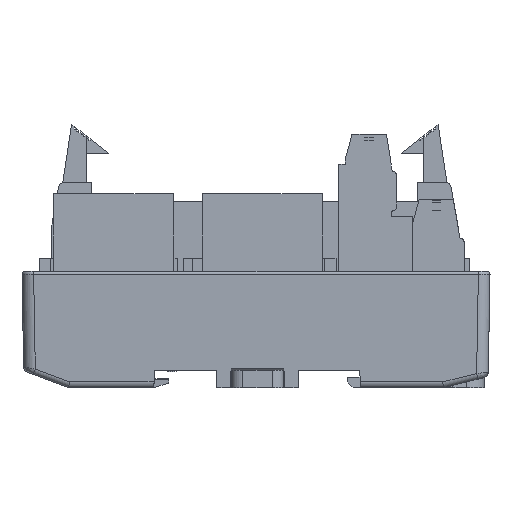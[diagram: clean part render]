
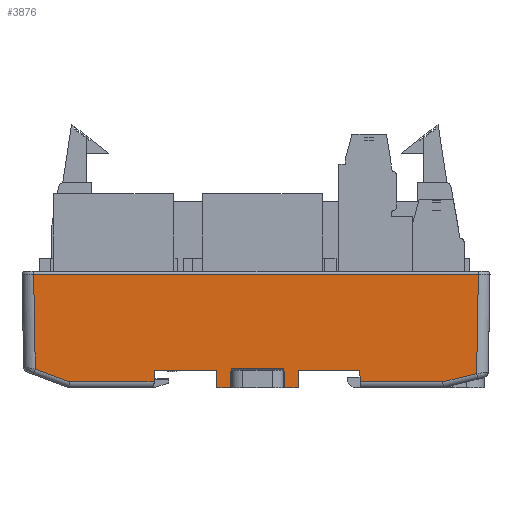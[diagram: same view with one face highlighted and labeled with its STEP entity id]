
A CAD part, front view. The second image highlights one B-rep face of the part: STEP entity #3876.
In plain terms, the highlighted planar face has unit normal (0, -1, -0.018).
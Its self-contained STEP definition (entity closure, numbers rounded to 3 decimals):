
#3876=ADVANCED_FACE('',(#8191),#6252,.T.);
#6252=PLANE('',#45735);
#8191=FACE_OUTER_BOUND('',#10555,.T.);
#10555=EDGE_LOOP('',(#23559,#23560,#23561,#23562,#23563,#23564,#23565,#23566,
#23567,#23568,#23569,#23570,#23571,#23572,#23573,#23574,#23575,#23576,#23577,
#23578));
#13708=LINE('',#61341,#18441);
#13723=LINE('',#61396,#18456);
#13747=LINE('',#61475,#18480);
#13782=LINE('',#61659,#18515);
#13783=LINE('',#61661,#18516);
#13784=LINE('',#61663,#18517);
#13785=LINE('',#61665,#18518);
#13786=LINE('',#61666,#18519);
#13787=LINE('',#61668,#18520);
#13788=LINE('',#61670,#18521);
#13789=LINE('',#61672,#18522);
#13790=LINE('',#61674,#18523);
#13791=LINE('',#61676,#18524);
#13792=LINE('',#61678,#18525);
#13793=LINE('',#61680,#18526);
#13794=LINE('',#61682,#18527);
#13795=LINE('',#61684,#18528);
#13796=LINE('',#61686,#18529);
#13797=LINE('',#61688,#18530);
#13798=LINE('',#61690,#18531);
#18441=VECTOR('',#49347,1.);
#18456=VECTOR('',#49390,1.);
#18480=VECTOR('',#49448,1.);
#18515=VECTOR('',#49511,1.);
#18516=VECTOR('',#49512,1.);
#18517=VECTOR('',#49513,1.);
#18518=VECTOR('',#49514,1.);
#18519=VECTOR('',#49515,1.);
#18520=VECTOR('',#49516,1.);
#18521=VECTOR('',#49517,1.);
#18522=VECTOR('',#49518,1.);
#18523=VECTOR('',#49519,1.);
#18524=VECTOR('',#49520,1.);
#18525=VECTOR('',#49521,1.);
#18526=VECTOR('',#49522,1.);
#18527=VECTOR('',#49523,1.);
#18528=VECTOR('',#49524,1.);
#18529=VECTOR('',#49525,1.);
#18530=VECTOR('',#49526,1.);
#18531=VECTOR('',#49527,1.);
#23559=ORIENTED_EDGE('',*,*,#39657,.T.);
#23560=ORIENTED_EDGE('',*,*,#39733,.F.);
#23561=ORIENTED_EDGE('',*,*,#39734,.T.);
#23562=ORIENTED_EDGE('',*,*,#39735,.T.);
#23563=ORIENTED_EDGE('',*,*,#39736,.T.);
#23564=ORIENTED_EDGE('',*,*,#39634,.F.);
#23565=ORIENTED_EDGE('',*,*,#39737,.F.);
#23566=ORIENTED_EDGE('',*,*,#39738,.F.);
#23567=ORIENTED_EDGE('',*,*,#39739,.F.);
#23568=ORIENTED_EDGE('',*,*,#39740,.T.);
#23569=ORIENTED_EDGE('',*,*,#39741,.T.);
#23570=ORIENTED_EDGE('',*,*,#39742,.F.);
#23571=ORIENTED_EDGE('',*,*,#39743,.T.);
#23572=ORIENTED_EDGE('',*,*,#39744,.T.);
#23573=ORIENTED_EDGE('',*,*,#39745,.F.);
#23574=ORIENTED_EDGE('',*,*,#39746,.T.);
#23575=ORIENTED_EDGE('',*,*,#39747,.F.);
#23576=ORIENTED_EDGE('',*,*,#39748,.F.);
#23577=ORIENTED_EDGE('',*,*,#39749,.T.);
#23578=ORIENTED_EDGE('',*,*,#39690,.T.);
#35563=VERTEX_POINT('',#61340);
#35564=VERTEX_POINT('',#61342);
#35582=VERTEX_POINT('',#61394);
#35584=VERTEX_POINT('',#61397);
#35604=VERTEX_POINT('',#61476);
#35631=VERTEX_POINT('',#61660);
#35632=VERTEX_POINT('',#61662);
#35633=VERTEX_POINT('',#61664);
#35634=VERTEX_POINT('',#61667);
#35635=VERTEX_POINT('',#61669);
#35636=VERTEX_POINT('',#61671);
#35637=VERTEX_POINT('',#61673);
#35638=VERTEX_POINT('',#61675);
#35639=VERTEX_POINT('',#61677);
#35640=VERTEX_POINT('',#61679);
#35641=VERTEX_POINT('',#61681);
#35642=VERTEX_POINT('',#61683);
#35643=VERTEX_POINT('',#61685);
#35644=VERTEX_POINT('',#61687);
#35645=VERTEX_POINT('',#61689);
#39634=EDGE_CURVE('',#35563,#35564,#13708,.T.);
#39657=EDGE_CURVE('',#35584,#35582,#13723,.T.);
#39690=EDGE_CURVE('',#35604,#35584,#13747,.T.);
#39733=EDGE_CURVE('',#35631,#35582,#13782,.T.);
#39734=EDGE_CURVE('',#35631,#35632,#13783,.T.);
#39735=EDGE_CURVE('',#35632,#35633,#13784,.T.);
#39736=EDGE_CURVE('',#35633,#35564,#13785,.T.);
#39737=EDGE_CURVE('',#35634,#35563,#13786,.T.);
#39738=EDGE_CURVE('',#35635,#35634,#13787,.T.);
#39739=EDGE_CURVE('',#35636,#35635,#13788,.T.);
#39740=EDGE_CURVE('',#35636,#35637,#13789,.T.);
#39741=EDGE_CURVE('',#35637,#35638,#13790,.T.);
#39742=EDGE_CURVE('',#35639,#35638,#13791,.T.);
#39743=EDGE_CURVE('',#35639,#35640,#13792,.T.);
#39744=EDGE_CURVE('',#35640,#35641,#13793,.T.);
#39745=EDGE_CURVE('',#35642,#35641,#13794,.T.);
#39746=EDGE_CURVE('',#35642,#35643,#13795,.T.);
#39747=EDGE_CURVE('',#35644,#35643,#13796,.T.);
#39748=EDGE_CURVE('',#35645,#35644,#13797,.T.);
#39749=EDGE_CURVE('',#35645,#35604,#13798,.T.);
#45735=AXIS2_PLACEMENT_3D('',#61691,#49528,#49529);
#49347=DIRECTION('',(-0.017,0.017,-1.));
#49390=DIRECTION('',(0.017,-0.017,1.));
#49448=DIRECTION('',(0.97,-0.004,0.243));
#49511=DIRECTION('',(1.,0.,0.));
#49512=DIRECTION('',(0.017,0.017,-1.));
#49513=DIRECTION('',(0.936,0.006,-0.351));
#49514=DIRECTION('',(1.,0.,0.));
#49515=DIRECTION('',(-1.,0.,0.));
#49516=DIRECTION('',(-0.035,-0.017,0.999));
#49517=DIRECTION('',(-1.,0.,0.));
#49518=DIRECTION('',(0.035,-0.017,0.999));
#49519=DIRECTION('',(0.,-0.017,1.));
#49520=DIRECTION('',(-1.,0.,0.));
#49521=DIRECTION('',(0.,0.017,-1.));
#49522=DIRECTION('',(0.035,0.017,-0.999));
#49523=DIRECTION('',(-1.,0.,0.));
#49524=DIRECTION('',(0.035,-0.017,0.999));
#49525=DIRECTION('',(-1.,0.,0.));
#49526=DIRECTION('',(-0.017,-0.017,1.));
#49527=DIRECTION('',(1.,0.,0.));
#49528=DIRECTION('',(0.,-1.,-0.017));
#49529=DIRECTION('',(0.,0.017,-1.));
#61340=CARTESIAN_POINT('',(-17.483,480.935,-6.544));
#61341=CARTESIAN_POINT('',(-17.181,480.633,10.758));
#61342=CARTESIAN_POINT('',(-17.518,480.97,-8.562));
#61394=CARTESIAN_POINT('',(38.2,480.647,9.943));
#61396=CARTESIAN_POINT('',(38.21,480.637,10.491));
#61397=CARTESIAN_POINT('',(37.903,480.944,-7.107));
#61475=CARTESIAN_POINT('',(6.365,481.082,-14.992));
#61476=CARTESIAN_POINT('',(32.086,480.97,-8.562));
#61659=CARTESIAN_POINT('',(0.,480.647,9.943));
#61660=CARTESIAN_POINT('',(-38.2,480.647,9.943));
#61661=CARTESIAN_POINT('',(-38.198,480.649,9.792));
#61662=CARTESIAN_POINT('',(-37.916,480.931,-6.354));
#61663=CARTESIAN_POINT('',(-10.205,481.113,-16.745));
#61664=CARTESIAN_POINT('',(-32.028,480.97,-8.562));
#61665=CARTESIAN_POINT('',(0.,480.97,-8.562));
#61666=CARTESIAN_POINT('',(0.,480.935,-6.544));
#61667=CARTESIAN_POINT('',(-6.847,480.935,-6.544));
#61668=CARTESIAN_POINT('',(-7.431,480.642,10.199));
#61669=CARTESIAN_POINT('',(-6.742,480.987,-9.544));
#61670=CARTESIAN_POINT('',(0.258,480.987,-9.544));
#61671=CARTESIAN_POINT('',(-4.397,480.987,-9.544));
#61672=CARTESIAN_POINT('',(-3.694,480.635,10.587));
#61673=CARTESIAN_POINT('',(-4.292,480.935,-6.544));
#61674=CARTESIAN_POINT('',(-4.292,480.638,10.458));
#61675=CARTESIAN_POINT('',(-4.292,480.93,-6.26));
#61676=CARTESIAN_POINT('',(-209.187,480.93,-6.26));
#61677=CARTESIAN_POINT('',(4.808,480.93,-6.26));
#61678=CARTESIAN_POINT('',(4.808,480.638,10.458));
#61679=CARTESIAN_POINT('',(4.808,480.935,-6.544));
#61680=CARTESIAN_POINT('',(4.209,480.635,10.605));
#61681=CARTESIAN_POINT('',(4.913,480.987,-9.544));
#61682=CARTESIAN_POINT('',(0.258,480.987,-9.544));
#61683=CARTESIAN_POINT('',(7.258,480.987,-9.544));
#61684=CARTESIAN_POINT('',(7.252,480.99,-9.719));
#61685=CARTESIAN_POINT('',(7.363,480.935,-6.544));
#61686=CARTESIAN_POINT('',(0.,480.935,-6.544));
#61687=CARTESIAN_POINT('',(17.849,480.935,-6.544));
#61688=CARTESIAN_POINT('',(17.86,480.945,-7.173));
#61689=CARTESIAN_POINT('',(17.884,480.97,-8.562));
#61690=CARTESIAN_POINT('',(0.,480.97,-8.562));
#61691=CARTESIAN_POINT('',(0.,480.638,10.458));
